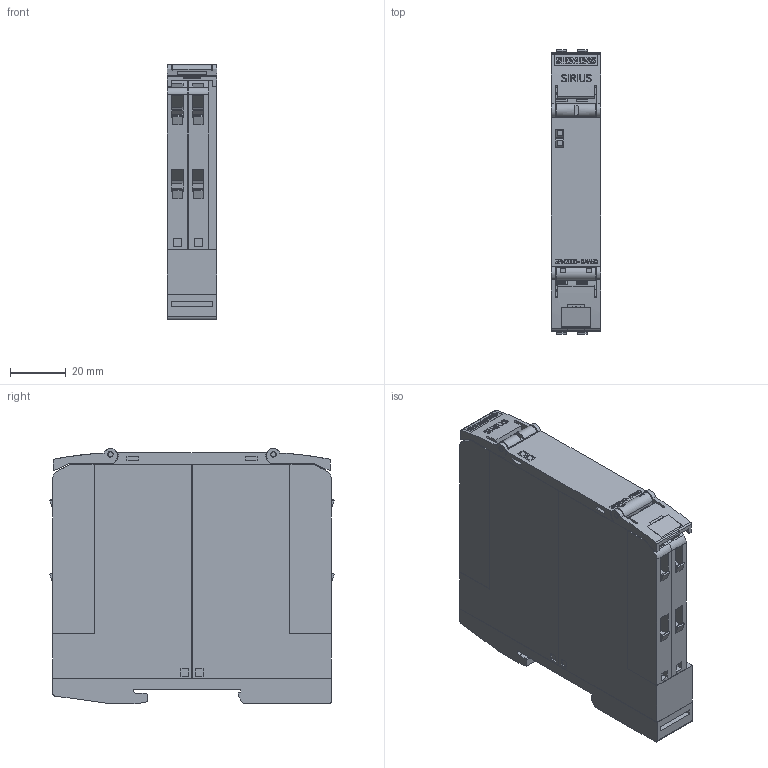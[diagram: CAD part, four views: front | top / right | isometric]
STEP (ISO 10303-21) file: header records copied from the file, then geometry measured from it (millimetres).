
FILE_DESCRIPTION(('STEP AP214'),'1');
FILE_NAME('cctmp_3927E324-FB5C-4791-A1F9-7742E8EF8CF7_2023_07_21_09_41_47_0816..stp','2023-07-21T07:41:49',('SIEMENS A&D'),('CADClick - www.CADClick.com'),'Spatial InterOp 3D postprocessed',' ','unknown authorization');
FILE_SCHEMA(('AUTOMOTIVE_DESIGN'));
Length unit declared in the file: millimetre
Products named in the file (1): 2023_07_21_09_41_47_0753
Bounding box: 17.85 x 101.96 x 91.42 mm (x, y, z)
Volume: 144224 mm3; surface area: 41379.6 mm2
Topology: 1 solids, 1 shells, 1337 faces, 3772 edges, 2504 vertices
Faces by surface type: plane 1130, cylinder 191, torus 16
Entity records: 72440 total; most frequent: CARTESIAN_POINT 8252, STYLED_ITEM 7610, PRESENTATION_STYLE_ASSIGNMENT 7610, ORIENTED_EDGE 7536, DIRECTION 6879, EDGE_CURVE 3768, CURVE_STYLE 3768, DRAUGHTING_PRE_DEFINED_CURVE_FONT 3768
